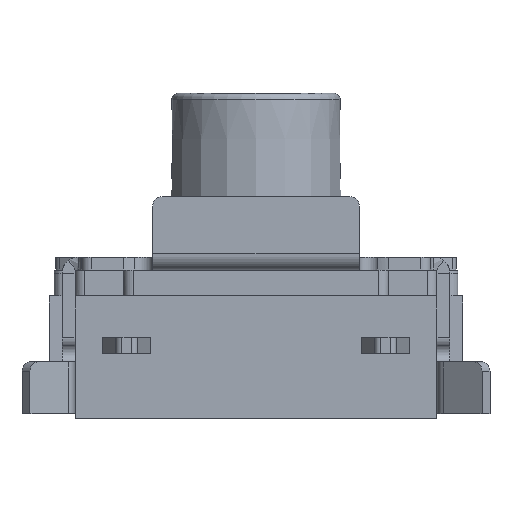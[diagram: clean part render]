
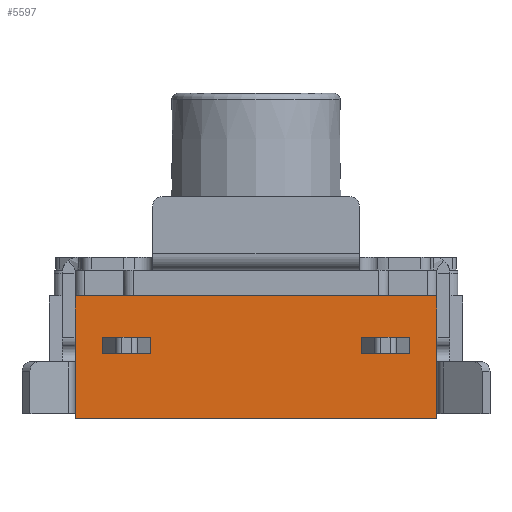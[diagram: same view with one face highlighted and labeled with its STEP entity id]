
A CAD part, front view. The second image highlights one B-rep face of the part: STEP entity #5597.
In plain terms, the highlighted planar face has unit normal (0, -1, 0).
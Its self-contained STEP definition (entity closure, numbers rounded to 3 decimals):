
#71=FACE_BOUND('',#609,.T.);
#72=FACE_BOUND('',#610,.T.);
#101=PLANE('',#5971);
#305=FACE_OUTER_BOUND('',#608,.T.);
#608=EDGE_LOOP('',(#3798,#3799,#3800,#3801));
#609=EDGE_LOOP('',(#3802,#3803,#3804,#3805));
#610=EDGE_LOOP('',(#3806,#3807,#3808,#3809));
#970=LINE('',#8458,#1530);
#984=LINE('',#8499,#1544);
#988=LINE('',#8506,#1548);
#1026=LINE('',#8612,#1586);
#1027=LINE('',#8615,#1587);
#1028=LINE('',#8617,#1588);
#1029=LINE('',#8619,#1589);
#1030=LINE('',#8620,#1590);
#1031=LINE('',#8623,#1591);
#1032=LINE('',#8625,#1592);
#1033=LINE('',#8627,#1593);
#1034=LINE('',#8628,#1594);
#1530=VECTOR('',#6616,1000.);
#1544=VECTOR('',#6644,1000.);
#1548=VECTOR('',#6650,1000.);
#1586=VECTOR('',#6732,1000.);
#1587=VECTOR('',#6733,1000.);
#1588=VECTOR('',#6734,1000.);
#1589=VECTOR('',#6735,1000.);
#1590=VECTOR('',#6736,1000.);
#1591=VECTOR('',#6737,1000.);
#1592=VECTOR('',#6738,1000.);
#1593=VECTOR('',#6739,1000.);
#1594=VECTOR('',#6740,1000.);
#2349=VERTEX_POINT('',#8455);
#2350=VERTEX_POINT('',#8457);
#2369=VERTEX_POINT('',#8496);
#2370=VERTEX_POINT('',#8498);
#2419=VERTEX_POINT('',#8613);
#2420=VERTEX_POINT('',#8614);
#2421=VERTEX_POINT('',#8616);
#2422=VERTEX_POINT('',#8618);
#2423=VERTEX_POINT('',#8621);
#2424=VERTEX_POINT('',#8622);
#2425=VERTEX_POINT('',#8624);
#2426=VERTEX_POINT('',#8626);
#2878=EDGE_CURVE('',#2349,#2350,#970,.T.);
#2898=EDGE_CURVE('',#2370,#2369,#984,.T.);
#2902=EDGE_CURVE('',#2369,#2350,#988,.T.);
#2956=EDGE_CURVE('',#2370,#2349,#1026,.T.);
#2957=EDGE_CURVE('',#2419,#2420,#1027,.T.);
#2958=EDGE_CURVE('',#2419,#2421,#1028,.T.);
#2959=EDGE_CURVE('',#2421,#2422,#1029,.T.);
#2960=EDGE_CURVE('',#2422,#2420,#1030,.T.);
#2961=EDGE_CURVE('',#2423,#2424,#1031,.T.);
#2962=EDGE_CURVE('',#2423,#2425,#1032,.T.);
#2963=EDGE_CURVE('',#2425,#2426,#1033,.T.);
#2964=EDGE_CURVE('',#2426,#2424,#1034,.T.);
#3798=ORIENTED_EDGE('',*,*,#2902,.T.);
#3799=ORIENTED_EDGE('',*,*,#2878,.F.);
#3800=ORIENTED_EDGE('',*,*,#2956,.F.);
#3801=ORIENTED_EDGE('',*,*,#2898,.T.);
#3802=ORIENTED_EDGE('',*,*,#2957,.F.);
#3803=ORIENTED_EDGE('',*,*,#2958,.T.);
#3804=ORIENTED_EDGE('',*,*,#2959,.T.);
#3805=ORIENTED_EDGE('',*,*,#2960,.T.);
#3806=ORIENTED_EDGE('',*,*,#2961,.F.);
#3807=ORIENTED_EDGE('',*,*,#2962,.T.);
#3808=ORIENTED_EDGE('',*,*,#2963,.T.);
#3809=ORIENTED_EDGE('',*,*,#2964,.T.);
#5597=ADVANCED_FACE('',(#305,#71,#72),#101,.F.);
#5971=AXIS2_PLACEMENT_3D('',#8611,#6730,#6731);
#6616=DIRECTION('',(0.,0.,-1.));
#6644=DIRECTION('',(0.,0.,-1.));
#6650=DIRECTION('',(1.,0.,0.));
#6730=DIRECTION('center_axis',(0.,1.,0.));
#6731=DIRECTION('ref_axis',(-1.,0.,0.));
#6732=DIRECTION('',(1.,0.,0.));
#6733=DIRECTION('',(1.,0.,0.));
#6734=DIRECTION('',(0.,0.,1.));
#6735=DIRECTION('',(1.,0.,0.));
#6736=DIRECTION('',(0.,0.,-1.));
#6737=DIRECTION('',(1.,0.,0.));
#6738=DIRECTION('',(0.,0.,1.));
#6739=DIRECTION('',(1.,0.,0.));
#6740=DIRECTION('',(0.,0.,-1.));
#8455=CARTESIAN_POINT('',(2.8,0.25,-0.6));
#8457=CARTESIAN_POINT('',(2.8,0.25,-2.5));
#8458=CARTESIAN_POINT('',(2.8,0.25,-0.6));
#8496=CARTESIAN_POINT('',(-2.8,0.25,-2.5));
#8498=CARTESIAN_POINT('',(-2.8,0.25,-0.6));
#8499=CARTESIAN_POINT('',(-2.8,0.25,-0.6));
#8506=CARTESIAN_POINT('',(2.8,0.25,-2.5));
#8611=CARTESIAN_POINT('Origin',(2.8,0.25,-0.6));
#8612=CARTESIAN_POINT('',(2.8,0.25,-0.6));
#8613=CARTESIAN_POINT('',(-2.375,0.25,-1.49));
#8614=CARTESIAN_POINT('',(-1.625,0.25,-1.49));
#8615=CARTESIAN_POINT('',(2.8,0.25,-1.49));
#8616=CARTESIAN_POINT('',(-2.375,0.25,-1.24));
#8617=CARTESIAN_POINT('',(-2.375,0.25,-0.6));
#8618=CARTESIAN_POINT('',(-1.625,0.25,-1.24));
#8619=CARTESIAN_POINT('',(2.8,0.25,-1.24));
#8620=CARTESIAN_POINT('',(-1.625,0.25,-0.6));
#8621=CARTESIAN_POINT('',(1.625,0.25,-1.49));
#8622=CARTESIAN_POINT('',(2.375,0.25,-1.49));
#8623=CARTESIAN_POINT('',(2.8,0.25,-1.49));
#8624=CARTESIAN_POINT('',(1.625,0.25,-1.24));
#8625=CARTESIAN_POINT('',(1.625,0.25,-0.6));
#8626=CARTESIAN_POINT('',(2.375,0.25,-1.24));
#8627=CARTESIAN_POINT('',(2.8,0.25,-1.24));
#8628=CARTESIAN_POINT('',(2.375,0.25,-0.6));
